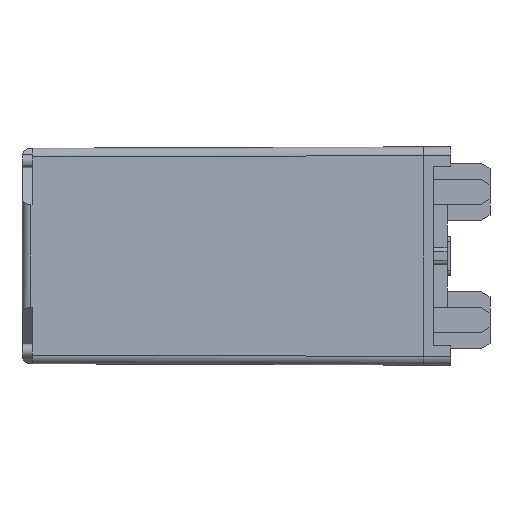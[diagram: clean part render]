
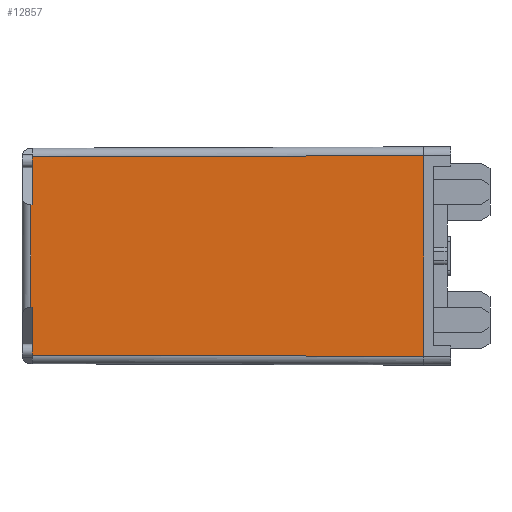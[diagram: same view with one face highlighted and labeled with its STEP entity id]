
A CAD part, left-side view. The second image highlights one B-rep face of the part: STEP entity #12857.
In plain terms, the highlighted planar face has unit normal (-1, 0.004, 0).
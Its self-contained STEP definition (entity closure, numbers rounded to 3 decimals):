
#1571 = CARTESIAN_POINT ( 'NONE',  ( -19.844, 21.8, -11.344 ) ) ;
#1690 = CARTESIAN_POINT ( 'NONE',  ( -20., -23., 11.5 ) ) ;
#1702 = CARTESIAN_POINT ( 'NONE',  ( -20., -23., -11.5 ) ) ;
#1955 = EDGE_CURVE ( 'NONE', #5718, #5399, #13127, .T. ) ;
#2028 = EDGE_CURVE ( 'NONE', #5728, #14442, #13290, .T. ) ;
#2029 = EDGE_CURVE ( 'NONE', #5535, #14442, #13289, .T. ) ;
#2034 = EDGE_CURVE ( 'NONE', #5832, #5535, #13303, .T. ) ;
#2035 = EDGE_CURVE ( 'NONE', #5832, #5862, #13299, .T. ) ;
#2127 = EDGE_CURVE ( 'NONE', #5772, #5862, #13448, .T. ) ;
#2128 = EDGE_CURVE ( 'NONE', #5772, #5399, #13459, .T. ) ;
#2149 = EDGE_CURVE ( 'NONE', #5718, #5728, #13519, .T. ) ;
#3172 = EDGE_LOOP ( 'NONE', ( #10793, #10766, #10790, #10807, #10771, #10805, #11264, #11323 ) ) ;
#5399 = VERTEX_POINT ( 'NONE', #6852 ) ;
#5535 = VERTEX_POINT ( 'NONE', #7292 ) ;
#5718 = VERTEX_POINT ( 'NONE', #6272 ) ;
#5728 = VERTEX_POINT ( 'NONE', #6527 ) ;
#5772 = VERTEX_POINT ( 'NONE', #1690 ) ;
#5832 = VERTEX_POINT ( 'NONE', #1571 ) ;
#5862 = VERTEX_POINT ( 'NONE', #1702 ) ;
#6067 = CARTESIAN_POINT ( 'NONE',  ( -19.843, 22.003, 12.5 ) ) ;
#6128 = DIRECTION ( 'NONE',  ( 0., 0., -1. ) ) ;
#6134 = CARTESIAN_POINT ( 'NONE',  ( -19.843, 21.846, -5.857 ) ) ;
#6160 = DIRECTION ( 'NONE',  ( -0.003, -1., -0.003 ) ) ;
#6161 = DIRECTION ( 'NONE',  ( 0., 0., 1. ) ) ;
#6163 = CARTESIAN_POINT ( 'NONE',  ( -19.844, 21.8, 12.5 ) ) ;
#6169 = CARTESIAN_POINT ( 'NONE',  ( -20., -23.003, -11.5 ) ) ;
#6174 = DIRECTION ( 'NONE',  ( 0.003, 1., -0.003 ) ) ;
#6235 = DIRECTION ( 'NONE',  ( 0.003, 1., -0.003 ) ) ;
#6236 = DIRECTION ( 'NONE',  ( 0., 0., -1. ) ) ;
#6245 = CARTESIAN_POINT ( 'NONE',  ( -20., -23., 12.5 ) ) ;
#6268 = DIRECTION ( 'NONE',  ( 0., 0., 1. ) ) ;
#6272 = CARTESIAN_POINT ( 'NONE',  ( -19.844, 21.8, 5.856 ) ) ;
#6311 = CARTESIAN_POINT ( 'NONE',  ( -20., -23.003, 11.5 ) ) ;
#6527 = CARTESIAN_POINT ( 'NONE',  ( -19.843, 22.003, 5.857 ) ) ;
#6556 = CARTESIAN_POINT ( 'NONE',  ( -19.844, 21.8, 12.5 ) ) ;
#6852 = CARTESIAN_POINT ( 'NONE',  ( -19.844, 21.8, 11.344 ) ) ;
#6961 = DIRECTION ( 'NONE',  ( 0.003, 1., 0.003 ) ) ;
#6964 = CARTESIAN_POINT ( 'NONE',  ( -20., -22.976, 5.7 ) ) ;
#7292 = CARTESIAN_POINT ( 'NONE',  ( -19.844, 21.8, -5.856 ) ) ;
#8040 = AXIS2_PLACEMENT_3D ( 'NONE', #20482, #20498, #20476 ) ;
#9183 = CARTESIAN_POINT ( 'NONE',  ( -19.843, 22.003, -5.857 ) ) ;
#10766 = ORIENTED_EDGE ( 'NONE', *, *, #2128, .T. ) ;
#10771 = ORIENTED_EDGE ( 'NONE', *, *, #2028, .T. ) ;
#10790 = ORIENTED_EDGE ( 'NONE', *, *, #1955, .F. ) ;
#10793 = ORIENTED_EDGE ( 'NONE', *, *, #2127, .F. ) ;
#10805 = ORIENTED_EDGE ( 'NONE', *, *, #2029, .F. ) ;
#10807 = ORIENTED_EDGE ( 'NONE', *, *, #2149, .T. ) ;
#11264 = ORIENTED_EDGE ( 'NONE', *, *, #2034, .F. ) ;
#11323 = ORIENTED_EDGE ( 'NONE', *, *, #2035, .T. ) ;
#12857 = ADVANCED_FACE ( 'NONE', ( #21658 ), #20484, .T. ) ;
#13122 = VECTOR ( 'NONE', #6268, 1000. ) ;
#13127 = LINE ( 'NONE', #6556, #13122 ) ;
#13289 = LINE ( 'NONE', #6134, #13294 ) ;
#13290 = LINE ( 'NONE', #6067, #13291 ) ;
#13291 = VECTOR ( 'NONE', #6128, 1000. ) ;
#13294 = VECTOR ( 'NONE', #6174, 1000. ) ;
#13299 = LINE ( 'NONE', #6169, #13314 ) ;
#13303 = LINE ( 'NONE', #6163, #13311 ) ;
#13311 = VECTOR ( 'NONE', #6161, 1000. ) ;
#13314 = VECTOR ( 'NONE', #6160, 1000. ) ;
#13448 = LINE ( 'NONE', #6245, #13467 ) ;
#13459 = LINE ( 'NONE', #6311, #13470 ) ;
#13467 = VECTOR ( 'NONE', #6236, 1000. ) ;
#13470 = VECTOR ( 'NONE', #6235, 1000. ) ;
#13519 = LINE ( 'NONE', #6964, #13527 ) ;
#13527 = VECTOR ( 'NONE', #6961, 1000. ) ;
#14442 = VERTEX_POINT ( 'NONE', #9183 ) ;
#20476 = DIRECTION ( 'NONE',  ( -0.003, -1., 0. ) ) ;
#20482 = CARTESIAN_POINT ( 'NONE',  ( -20., -23., 12.5 ) ) ;
#20484 = PLANE ( 'NONE',  #8040 ) ;
#20498 = DIRECTION ( 'NONE',  ( -1., 0.003, 0. ) ) ;
#21658 = FACE_OUTER_BOUND ( 'NONE', #3172, .T. ) ;
